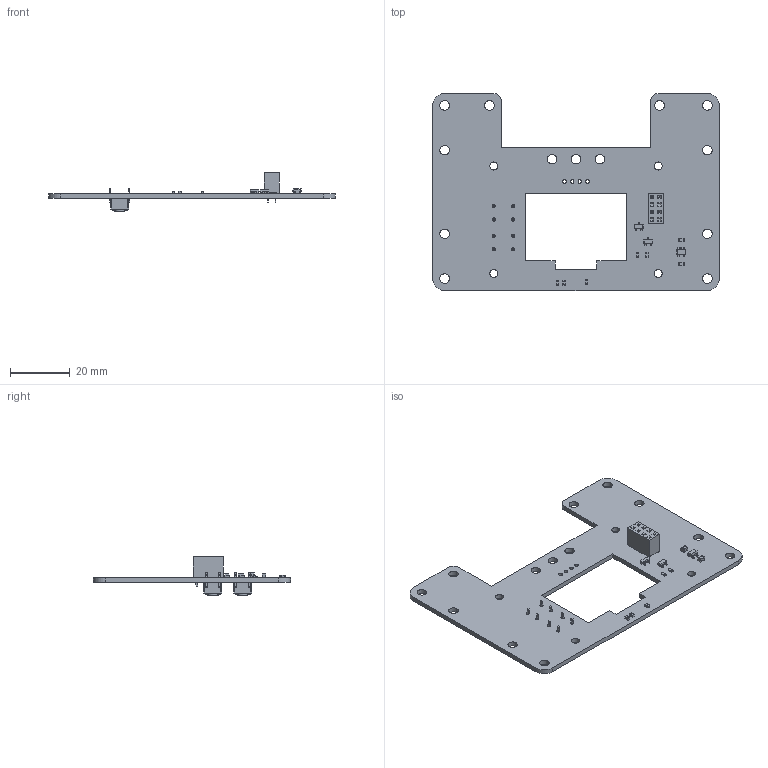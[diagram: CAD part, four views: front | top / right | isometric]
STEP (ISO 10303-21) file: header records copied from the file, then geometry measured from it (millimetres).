
FILE_DESCRIPTION(('KiCad electronic assembly'),'2;1');
FILE_NAME('top_plate.step','2021-11-05T14:30:10',('Pcbnew'),('Kicad'), 'Open CASCADE STEP processor 7.5','KiCad to STEP converter','Unknown' );
FILE_SCHEMA(('AUTOMOTIVE_DESIGN { 1 0 10303 214 1 1 1 1 }'));
Length unit declared in the file: millimetre
Products named in the file (16): top_plate 1; C_0603_1608Metric; SOLID; SOT-23; C_0805_2012Metric; R_0603_1608Metric; SOT-23-5; PinSocket_2x04_P2.54mm_Vertical; SW_PUSH_6mm_H4.3mm; COMPOUND
Assembly tree (21 placements, depth 3):
  top_plate 1
    C_0603_1608Metric  x3
      SOLID
    SOT-23  x2
      SOLID
    C_0805_2012Metric  x2
      SOLID
    R_0603_1608Metric  x2
      SOLID
    SOT-23-5
      SOLID
    PinSocket_2x04_P2.54mm_Vertical
      SOLID
    SW_PUSH_6mm_H4.3mm  x2
      SOLID
    COMPOUND
Bounding box: 96 x 66 x 13 mm (x, y, z)
Volume: 7795 mm3; surface area: 11069.2 mm2
Topology: 14 solids, 14 shells, 982 faces, 2528 edges, 1618 vertices
Faces by surface type: bspline 921, cylinder 43, plane 18
Full cylindrical faces by diameter (mm): 1 x8, 1.1 x8, 1.2 x4, 2.7 x4, 3.2 x13
Entity records: 44799 total; most frequent: CARTESIAN_POINT 15428, B_SPLINE_CURVE_WITH_KNOTS 4420, ORIENTED_EDGE 3574, PCURVE 3574, DEFINITIONAL_REPRESENTATION 3574, EDGE_CURVE 1787, SURFACE_CURVE 1744, VERTEX_POINT 1145
